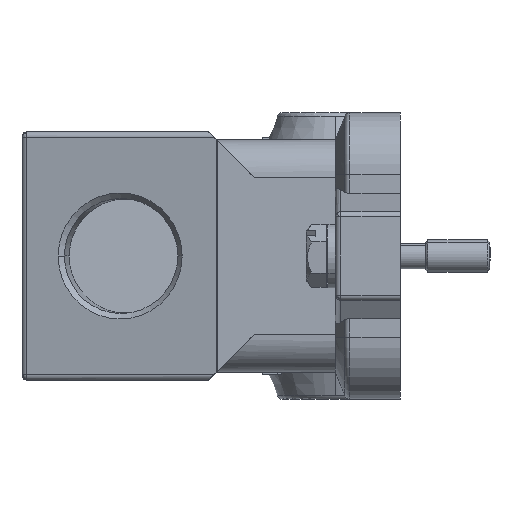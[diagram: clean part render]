
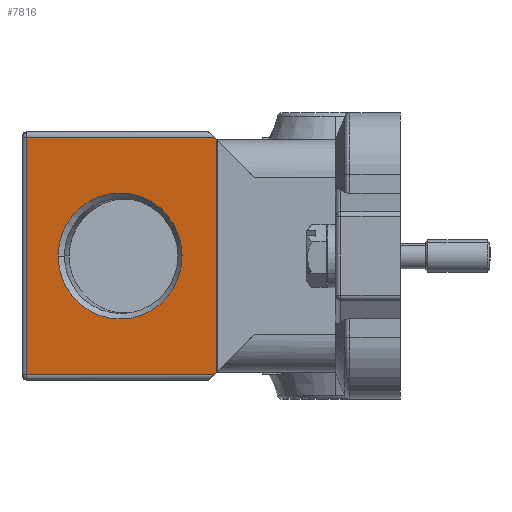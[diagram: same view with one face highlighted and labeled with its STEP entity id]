
A CAD part, left-side view. The second image highlights one B-rep face of the part: STEP entity #7816.
In plain terms, the highlighted planar face has unit normal (-0.985, 0.174, 0).
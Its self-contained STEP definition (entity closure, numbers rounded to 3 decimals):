
#447=DIRECTION('',(0.124,0.702,-0.702));
#448=VECTOR('',#447,0.59);
#449=CARTESIAN_POINT('',(-36.485,34.086,-21.586));
#450=LINE('',#449,#448);
#744=DIRECTION('',(-0.124,-0.702,-0.702));
#745=VECTOR('',#744,0.59);
#746=CARTESIAN_POINT('',(-36.412,34.5,22.));
#747=LINE('',#746,#745);
#1255=CARTESIAN_POINT('',(-36.485,34.086,
-21.586));
#1260=DIRECTION('',(0.,0.,-1.));
#1261=VECTOR('',#1260,43.172);
#1262=CARTESIAN_POINT('',(-36.485,34.086,21.586));
#1263=LINE('',#1262,#1261);
#1269=CARTESIAN_POINT('',(-33.355,51.837,0.));
#1270=DIRECTION('',(0.985,-0.174,0.));
#1271=DIRECTION('',(-0.174,-0.985,0.));
#1272=AXIS2_PLACEMENT_3D('',#1269,#1270,#1271);
#1274=CARTESIAN_POINT('',(-33.355,51.837,0.));
#1275=DIRECTION('',(0.985,-0.174,0.));
#1276=DIRECTION('',(0.174,0.985,0.));
#1277=AXIS2_PLACEMENT_3D('',#1274,#1275,#1276);
#1279=DIRECTION('',(0.174,0.985,0.));
#1280=VECTOR('',#1279,35.209);
#1281=CARTESIAN_POINT('',(-36.412,34.5,
-22.));
#1282=LINE('',#1281,#1280);
#1304=DIRECTION('',(0.,0.,1.));
#1305=VECTOR('',#1304,44.);
#1306=CARTESIAN_POINT('',(-30.298,69.174,-22.));
#1307=LINE('',#1306,#1305);
#1442=DIRECTION('',(-0.174,-0.985,0.));
#1443=VECTOR('',#1442,35.209);
#1444=CARTESIAN_POINT('',(-30.298,69.174,22.));
#1445=LINE('',#1444,#1443);
#4827=CARTESIAN_POINT('',(-31.332,63.31,0.));
#4829=VERTEX_POINT('',#4827);
#4869=CARTESIAN_POINT('',(-30.298,69.174,22.));
#4871=VERTEX_POINT('',#4869);
#4874=CARTESIAN_POINT('',(-30.298,69.174,-22.));
#4876=VERTEX_POINT('',#4874);
#4883=CARTESIAN_POINT('',(-35.378,40.364,
0.));
#4884=VERTEX_POINT('',#4883);
#5622=VERTEX_POINT('',#1255);
#5623=CARTESIAN_POINT('',(-36.485,34.086,21.586));
#5624=VERTEX_POINT('',#5623);
#5705=CARTESIAN_POINT('',(-36.412,34.5,22.));
#5706=VERTEX_POINT('',#5705);
#5743=CARTESIAN_POINT('',(-36.412,34.5,
-22.));
#5744=VERTEX_POINT('',#5743);
#7794=CARTESIAN_POINT('',(-30.152,70.,-23.));
#7795=DIRECTION('',(-0.985,0.174,0.));
#7796=DIRECTION('',(-0.174,-0.985,0.));
#7797=AXIS2_PLACEMENT_3D('',#7794,#7795,#7796);
#7798=PLANE('',#7797);
#7799=ORIENTED_EDGE('',*,*,#6679,.T.);
#7801=ORIENTED_EDGE('',*,*,#7800,.T.);
#7803=ORIENTED_EDGE('',*,*,#7802,.T.);
#7805=ORIENTED_EDGE('',*,*,#7804,.T.);
#7806=ORIENTED_EDGE('',*,*,#7024,.T.);
#7807=ORIENTED_EDGE('',*,*,#7788,.T.);
#7808=EDGE_LOOP('',(#7799,#7801,#7803,#7805,#7806,#7807));
#7809=FACE_OUTER_BOUND('',#7808,.F.);
#7811=ORIENTED_EDGE('',*,*,#7810,.F.);
#7813=ORIENTED_EDGE('',*,*,#7812,.F.);
#7814=EDGE_LOOP('',(#7811,#7813));
#7815=FACE_BOUND('',#7814,.F.);
#7816=ADVANCED_FACE('',(#7809,#7815),#7798,.T.);
#1273=CIRCLE('',#1272,11.65);
#1278=CIRCLE('',#1277,11.65);
#6679=EDGE_CURVE('',#5622,#5744,#450,.T.);
#7024=EDGE_CURVE('',#5706,#5624,#747,.T.);
#7788=EDGE_CURVE('',#5624,#5622,#1263,.T.);
#7800=EDGE_CURVE('',#5744,#4876,#1282,.T.);
#7802=EDGE_CURVE('',#4876,#4871,#1307,.T.);
#7804=EDGE_CURVE('',#4871,#5706,#1445,.T.);
#7810=EDGE_CURVE('',#4884,#4829,#1273,.T.);
#7812=EDGE_CURVE('',#4829,#4884,#1278,.T.);
